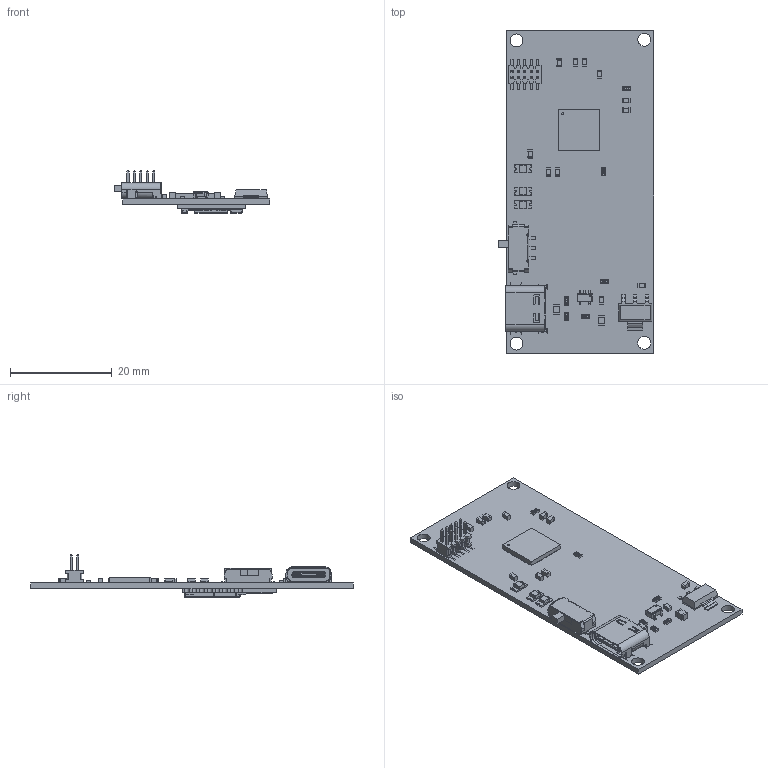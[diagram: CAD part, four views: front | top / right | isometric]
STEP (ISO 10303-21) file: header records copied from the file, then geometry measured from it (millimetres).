
FILE_DESCRIPTION(('Open CASCADE Model'),'2;1');
FILE_NAME('Open CASCADE Shape Model','2022-07-01T16:02:29',('Author'),( 'Open CASCADE'),'Open CASCADE STEP processor 6.8','Open CASCADE 6.8' ,'Unknown');
FILE_SCHEMA(('AUTOMOTIVE_DESIGN { 1 0 10303 214 1 1 1 1 }'));
Length unit declared in the file: millimetre
Products named in the file (53): PCB; Board; Open CASCADE STEP translator 6.8 1.1.1; R6; 0603_resistor; D3; LED_1206_Base_BLUE; LED_1206_Lens_BLUE; U4; OT; U3; ADP3338AKCZ-3.3-RL; U2; HM11; U1; 6140338960; S1; NKK_SS312SAH4; SS312SAH4; SS312SAH4body; SS312SAH4actu; SS312SAH4trmnls; SS312SAH4brac; R5; R4; R3; R2; R1; J2; Molex_-_1054500101_v7; J1; 6140336880; D2; LED_1206_Base_GREEN; LED_1206_Lens_GREEN; D1; LED_1206_Lens_YELLOW; LED_1206_Base_YELLOW; C13; 0603_cap ...
Assembly tree (68 placements, depth 5):
  PCB
    Board
      Open CASCADE STEP translator 6.8 1.1.1
    R6
      0603_resistor
    D3
      LED_1206_Base_BLUE
      LED_1206_Lens_BLUE
    U4
      OT
    U3
      ADP3338AKCZ-3.3-RL
    U2
      HM11
    U1
      6140338960
    S1
      NKK_SS312SAH4
        SS312SAH4
          SS312SAH4body
          SS312SAH4actu
          SS312SAH4trmnls
          SS312SAH4brac
    R5
      0603_resistor
    R4
      0603_resistor
    R3
      0603_resistor
    R2
      0603_resistor
    R1
      0603_resistor
    J2
      Molex_-_1054500101_v7
    J1
      6140336880
    D2
      LED_1206_Base_GREEN
      LED_1206_Lens_GREEN
    D1
      LED_1206_Lens_YELLOW
      LED_1206_Base_YELLOW
    C13
      0603_cap
    C12
      0603_cap
    C11
      0603_cap
    C10
      0603_cap
    C9
      0603_cap
    C8
      0603_cap
    C7
      0603_cap
    C6
      0603_cap
    C5
Bounding box: 30.68 x 63.5 x 8.39 mm (x, y, z)
Volume: 2733.8 mm3; surface area: 6150.4 mm2
Topology: 145 solids, 145 shells, 3320 faces, 8221 edges, 5056 vertices
Faces by surface type: plane 2161, cylinder 823, sphere 320, bspline 8, cone 4, torus 4
Full cylindrical faces by diameter (mm): 0.405 x1, 2.54 x4
Entity records: 85003 total; most frequent: CARTESIAN_POINT 12903, DIRECTION 12295, ORIENTED_EDGE 12158, EDGE_CURVE 6071, LINE 4893, VECTOR 4893, VERTEX_POINT 3868, AXIS2_PLACEMENT_3D 3701
